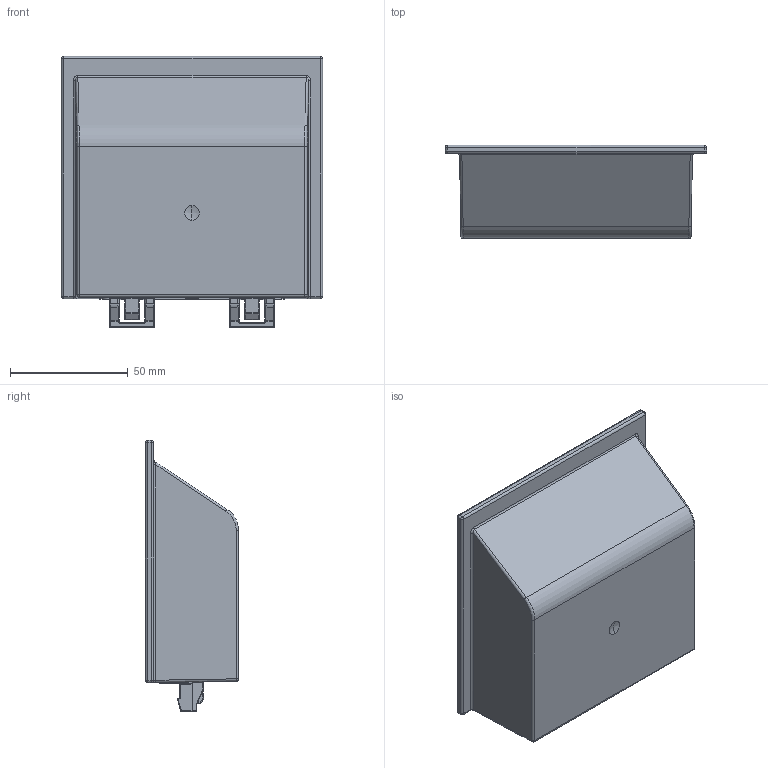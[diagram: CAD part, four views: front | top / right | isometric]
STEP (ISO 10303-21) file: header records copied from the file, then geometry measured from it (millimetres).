
FILE_DESCRIPTION (( 'STEP AP214' ), '1' );
FILE_NAME ('Accessories for aluminium profiles061MGC2D291N10.step', '2017-02-27T14:35:07', ( '' ), ( '' ), 'SwSTEP 2.0', 'SolidWorks 2016', '' );
FILE_SCHEMA (( 'AUTOMOTIVE_DESIGN' ));
Length unit declared in the file: millimetre
Products named in the file (1): Accessories for aluminium profiles061MGC2D291N10
Bounding box: 111.09 x 39.6 x 115.34 mm (x, y, z)
Volume: 71074.2 mm3; surface area: 47116.5 mm2
Topology: 1 solids, 1 shells, 542 faces, 1322 edges, 743 vertices
Faces by surface type: cylinder 207, bspline 149, plane 142, sphere 32, cone 8, torus 4
Entity records: 18192 total; most frequent: CARTESIAN_POINT 7177, ORIENTED_EDGE 2548, DIRECTION 2021, EDGE_CURVE 1274, VERTEX_POINT 743, AXIS2_PLACEMENT_3D 705, VECTOR 611, LINE 611
